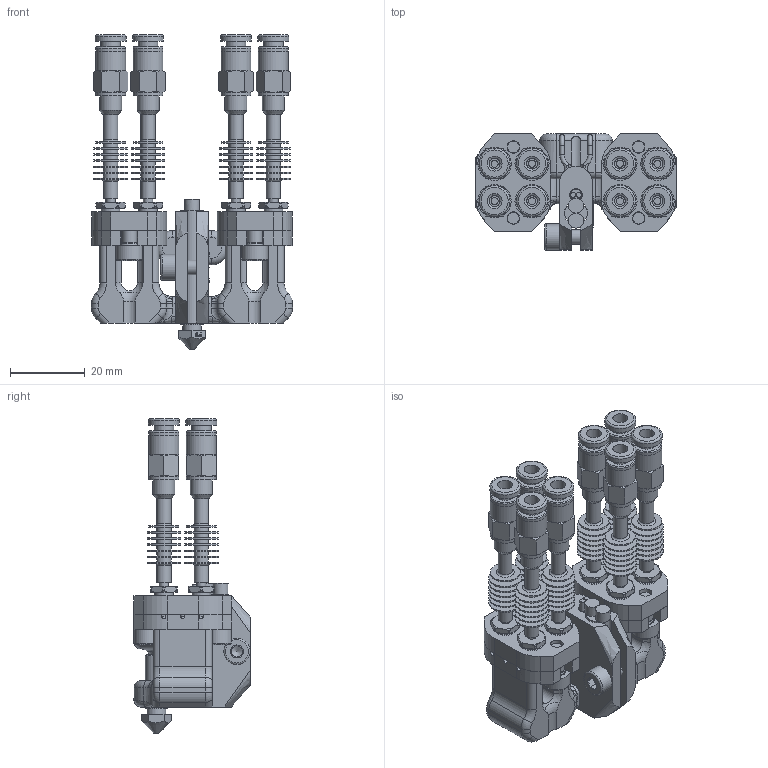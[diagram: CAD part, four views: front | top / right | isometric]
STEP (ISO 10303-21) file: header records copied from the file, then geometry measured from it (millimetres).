
FILE_DESCRIPTION(/* description */ ('','CAx-IF Rec.Pracs.---Representation and Presentation of Product Manufacturing Information (PMI)---4.0---2014-10-13'),/* implementation_level */ '2;1');
FILE_NAME(/* name */ 'Coaxial8or r3.1 v19.step',/* time_stamp */ '2025-01-01T14:01:24Z',/* author */ (''),/* organization */ (''),/* preprocessor_version */ 'ST-DEVELOPER v20',/* originating_system */ 'Autodesk Translation Framework v13.20.0.188',/* authorisation */ '');
FILE_SCHEMA (('AP242_MANAGED_MODEL_BASED_3D_ENGINEERING_MIM_LF { 1 0 10303 442 1 1 4 }'));
Length unit declared in the file: millimetre
Products named in the file (46): Coaxial8or r3.1; c8or Heatblock; Pathways; Logo; Nozzle, Bolts, Cartridges; V6 Volcano Nozzle; Clamp Plate Bolts; Cartridge Heater 30mm; Cartridge Thermistor; M4 Clamp Bolts; M4x12; M4 Steel Grub; Slotted set screw DIN 916 M4x3 51260.040.003(High); Mini Clamp Plate; Heatsink; Heatbreaks; Mozzle Heatbreak; Mozzle Heatbreak_1; Mozzle Heatbreak_2; Mozzle Heatbreak_3; Mozzle Heatbreak_4; Mozzle Heatbreak_5; Mozzle Heatbreak_6; Mozzle Heatbreak_7; Mozzle Heatbreak_8; Mozzle Heatbreak_9; Mozzle Heatbreak_10; Mozzle Heatbreak_11; Mozzle Heatbreak_12; Mozzle Heatbreak_13; Mozzle Heatbreak_14; Mozzle Heatbreak_15; tube (1); screw; heatsink (1); Press-fit PTFE Couplers; KJH-04-M6; KJH-04-M6_1; KJH-04-M6_2; KJH-04-M6_3 ...
Assembly tree (85 placements, depth 6):
  Coaxial8or r3.1
    c8or Heatblock
      Pathways
      Logo
    Nozzle, Bolts, Cartridges
      V6 Volcano Nozzle
      Clamp Plate Bolts
        M4 Clamp Bolts  x4
          M4x12
      Cartridge Heater 30mm
      Cartridge Thermistor
      M4 Clamp Bolts
        M4x12
      M4 Steel Grub
        Slotted set screw DIN 916 M4x3 51260.040.003(High)
    Mini Clamp Plate  x2
    Heatsink
      Heatbreaks
        Mozzle Heatbreak
          Mozzle Heatbreak_1
            tube (1)
            screw
            heatsink (1)
        Mozzle Heatbreak_2
          Mozzle Heatbreak_3
            tube (1)
            screw
            heatsink (1)
        Mozzle Heatbreak_4
          Mozzle Heatbreak_5
            tube (1)
            screw
            heatsink (1)
        Mozzle Heatbreak_6
          Mozzle Heatbreak_7
            tube (1)
            screw
            heatsink (1)
        Mozzle Heatbreak_8
          Mozzle Heatbreak_9
            tube (1)
            screw
            heatsink (1)
        Mozzle Heatbreak_10
          Mozzle Heatbreak_11
            tube (1)
            screw
            heatsink (1)
        Mozzle Heatbreak_12
          Mozzle Heatbreak_13
            tube (1)
            screw
            heatsink (1)
        Mozzle Heatbreak_14
          Mozzle Heatbreak_15
            tube (1)
            screw
            heatsink (1)
    Press-fit PTFE Couplers
      KJH-04-M6
Bounding box: 53.7 x 31 x 84 mm (x, y, z)
Volume: 34631.1 mm3; surface area: 43575.7 mm2
Topology: 53 solids, 53 shells, 2210 faces, 5274 edges, 3306 vertices
Faces by surface type: plane 957, cylinder 759, torus 219, cone 172, bspline 99, sphere 4
Full cylindrical faces by diameter (mm): 0.6 x1, 1.5 x1, 1.9 x8, 1.95 x8, 2 x1, 2.2 x17, 2.45 x16, 2.85 x8, 2.9 x8, 3 x1, 3.332 x6, 3.8 x64, 3.908 x6, 4 x17, 4.5 x1, 4.6 x8, 4.85 x8, 5 x9, 5.035 x8, 5.25 x8, 5.884 x17, 6 x1, 7 x5, 8 x32, 8.25 x8, 8.9 x48
Entity records: 46998 total; most frequent: CARTESIAN_POINT 12925, DIRECTION 7045, ORIENTED_EDGE 6966, EDGE_CURVE 3483, AXIS2_PLACEMENT_3D 2548, VERTEX_POINT 2193, LINE 1949, VECTOR 1949
